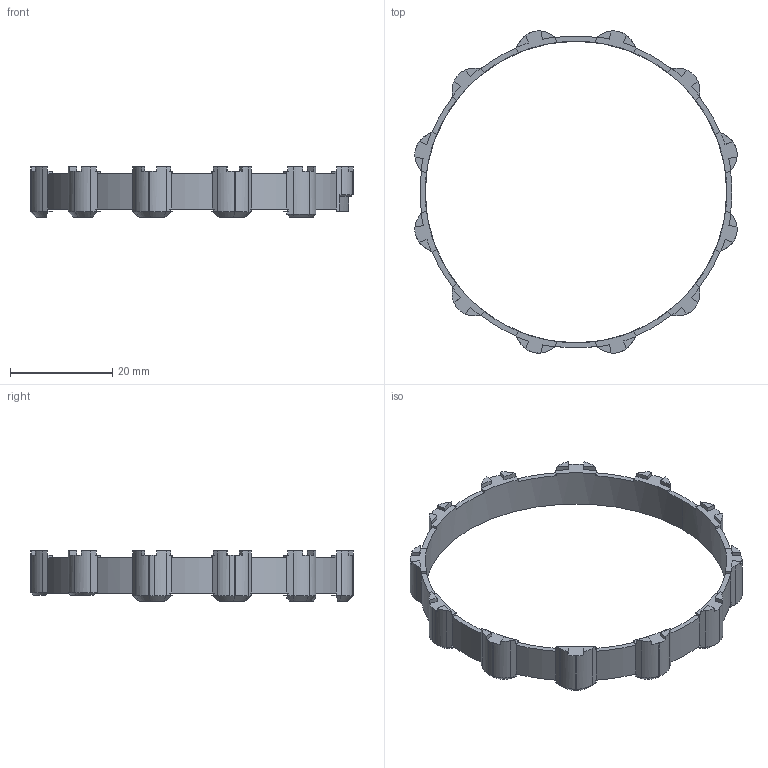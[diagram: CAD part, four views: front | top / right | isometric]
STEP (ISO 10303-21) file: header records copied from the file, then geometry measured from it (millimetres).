
FILE_DESCRIPTION (( 'STEP AP214' ), '1' );
FILE_NAME ('D絳嫖遠.STEP', '2024-08-04T15:19:35', ( '' ), ( '' ), 'SwSTEP 2.0', 'SolidWorks 2022', '' );
FILE_SCHEMA (( 'AUTOMOTIVE_DESIGN' ));
Length unit declared in the file: millimetre
Products named in the file (1): D导光环
Bounding box: 63.05 x 63.05 x 9.8 mm (x, y, z)
Volume: 2433.2 mm3; surface area: 3876.3 mm2
Topology: 1 solids, 1 shells, 328 faces, 897 edges, 570 vertices
Faces by surface type: plane 213, cylinder 87, cone 28
Entity records: 10341 total; most frequent: CARTESIAN_POINT 1856, ORIENTED_EDGE 1794, DIRECTION 1789, EDGE_CURVE 897, LINE 623, VECTOR 623, AXIS2_PLACEMENT_3D 583, VERTEX_POINT 570
